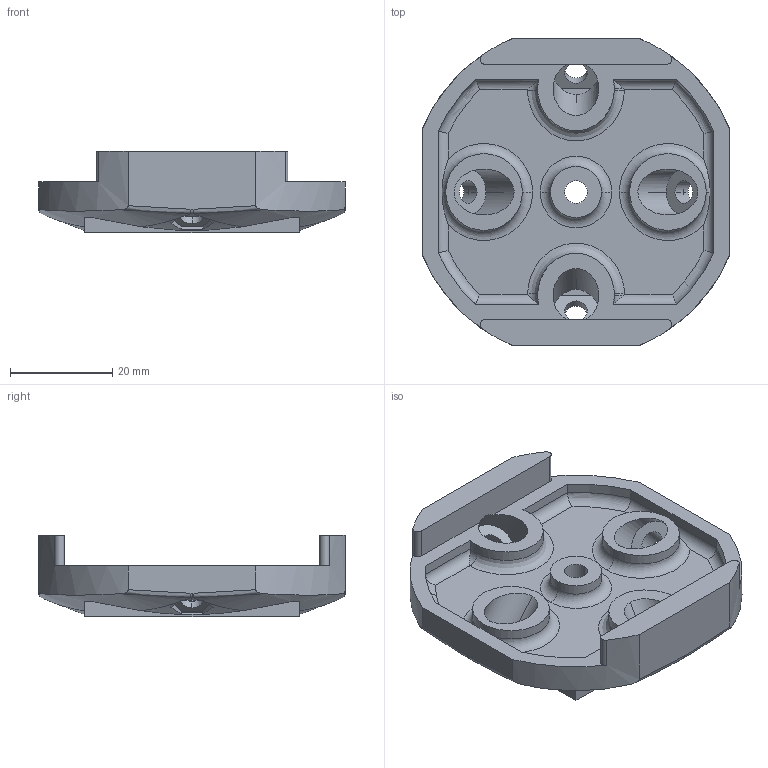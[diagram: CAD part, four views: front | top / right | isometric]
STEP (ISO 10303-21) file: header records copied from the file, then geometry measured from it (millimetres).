
FILE_DESCRIPTION (( 'STEP AP203' ), '1' );
FILE_NAME ('手臂光捕刚体基座-1.STEP', '2025-07-04T00:39:15', ( 'Windows 用户' ), ( '' ), 'SwSTEP 2.0', 'SolidWorks 2018', '' );
FILE_SCHEMA (( 'CONFIG_CONTROL_DESIGN' ));
Length unit declared in the file: millimetre
Products named in the file (1): 手臂光捕刚体基座-1
Bounding box: 60 x 60 x 16 mm (x, y, z)
Volume: 21500.6 mm3; surface area: 10673.7 mm2
Topology: 1 solids, 1 shells, 179 faces, 487 edges, 315 vertices
Faces by surface type: plane 75, cylinder 54, torus 22, bspline 16, sphere 12
Entity records: 6731 total; most frequent: CARTESIAN_POINT 2314, ORIENTED_EDGE 974, DIRECTION 874, EDGE_CURVE 487, AXIS2_PLACEMENT_3D 343, VERTEX_POINT 315, EDGE_LOOP 194, VECTOR 188
